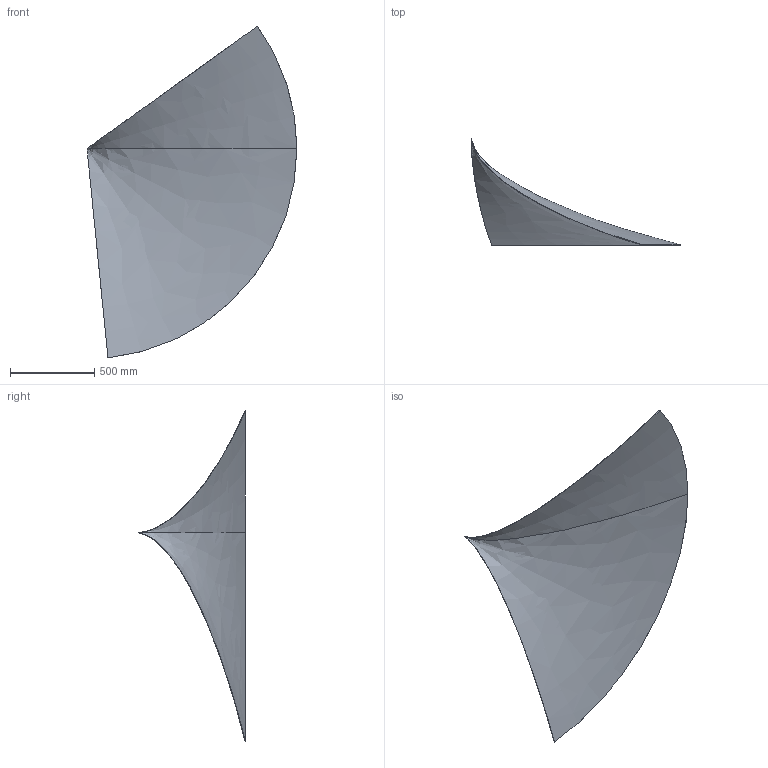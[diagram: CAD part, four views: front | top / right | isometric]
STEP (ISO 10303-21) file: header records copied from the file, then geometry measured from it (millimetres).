
FILE_DESCRIPTION(/* description */ (''),/* implementation_level */ '2;1');
FILE_NAME(/* name */ 'taha step .step',/* time_stamp */ '2018-07-21T23:38:02+02:00',/* author */ (''),/* organization */ (''),/* preprocessor_version */ 'ST-DEVELOPER v17',/* originating_system */ 'Autodesk Translation Framework v7.1.0.215',/* authorisation */ '');
FILE_SCHEMA (('AUTOMOTIVE_DESIGN { 1 0 10303 214 3 1 1 }'));
Length unit declared in the file: millimetre
Products named in the file (1): Untitled(1)
Bounding box: 1248.5 x 634.73 x 1972.91 mm (x, y, z)
Volume: 3469140.8 mm3; surface area: 3493250.8 mm2
Topology: 1 solids, 1 shells, 7 faces, 13 edges, 8 vertices
Faces by surface type: bspline 4, plane 2, cone 1
Entity records: 780 total; most frequent: CARTESIAN_POINT 630, ORIENTED_EDGE 26, DIRECTION 19, EDGE_CURVE 13, VERTEX_POINT 8, AXIS2_PLACEMENT_3D 8, FACE_OUTER_BOUND 7, EDGE_LOOP 7
